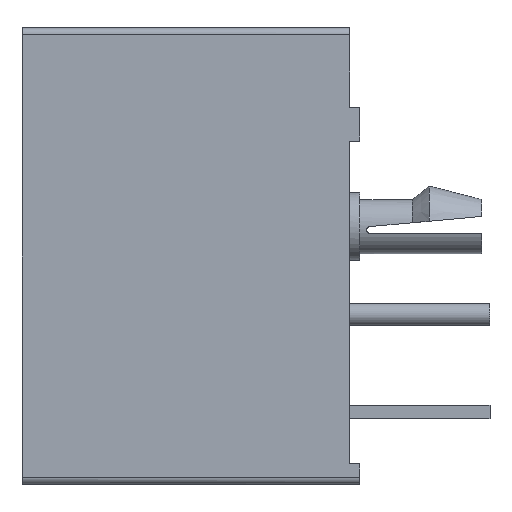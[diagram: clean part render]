
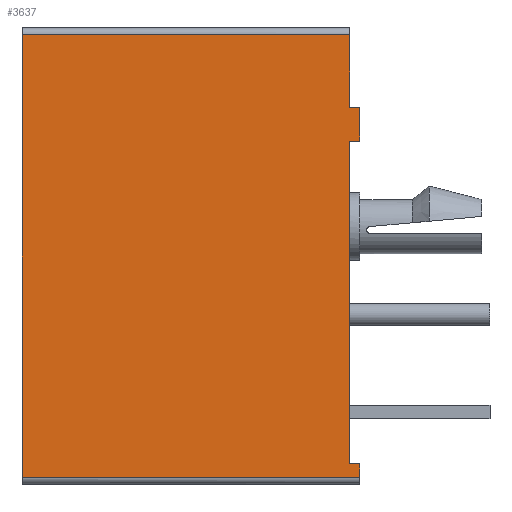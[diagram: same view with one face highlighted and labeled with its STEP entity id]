
A CAD part, left-side view. The second image highlights one B-rep face of the part: STEP entity #3637.
In plain terms, the highlighted planar face has unit normal (-1, 0, 0).
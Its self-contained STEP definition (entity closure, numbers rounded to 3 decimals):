
#96 = EDGE_LOOP ( 'NONE', ( #257, #258, #259, #260, #261, #262, #263, #264, #265, #266 ) ) ;
#257 = ORIENTED_EDGE ( 'NONE', *, *, #1858, .F. ) ;
#258 = ORIENTED_EDGE ( 'NONE', *, *, #1821, .F. ) ;
#259 = ORIENTED_EDGE ( 'NONE', *, *, #1784, .T. ) ;
#260 = ORIENTED_EDGE ( 'NONE', *, *, #1834, .F. ) ;
#261 = ORIENTED_EDGE ( 'NONE', *, *, #1843, .F. ) ;
#262 = ORIENTED_EDGE ( 'NONE', *, *, #1800, .F. ) ;
#263 = ORIENTED_EDGE ( 'NONE', *, *, #1807, .T. ) ;
#264 = ORIENTED_EDGE ( 'NONE', *, *, #1873, .F. ) ;
#265 = ORIENTED_EDGE ( 'NONE', *, *, #1895, .F. ) ;
#266 = ORIENTED_EDGE ( 'NONE', *, *, #1863, .F. ) ;
#598 = FACE_OUTER_BOUND ( 'NONE', #96, .T. ) ;
#965 = CARTESIAN_POINT ( 'NONE',  ( -4.85, 0., 3.4 ) ) ;
#1041 = VERTEX_POINT ( 'NONE', #1691 ) ;
#1066 = VERTEX_POINT ( 'NONE', #1622 ) ;
#1085 = VERTEX_POINT ( 'NONE', #1486 ) ;
#1155 = CARTESIAN_POINT ( 'NONE',  ( -4.85, 0., 4.4 ) ) ;
#1161 = CARTESIAN_POINT ( 'NONE',  ( -4.85, 0., -6.15 ) ) ;
#1187 = CARTESIAN_POINT ( 'NONE',  ( -4.85, 9.7, 6.55 ) ) ;
#1228 = CARTESIAN_POINT ( 'NONE',  ( -4.85, -0.3, -6.15 ) ) ;
#1231 = CARTESIAN_POINT ( 'NONE',  ( -4.85, 9.7, -6.55 ) ) ;
#1248 = CARTESIAN_POINT ( 'NONE',  ( -4.85, -0.3, -6.55 ) ) ;
#1369 = VERTEX_POINT ( 'NONE', #1187 ) ;
#1409 = VERTEX_POINT ( 'NONE', #1228 ) ;
#1417 = VERTEX_POINT ( 'NONE', #1231 ) ;
#1427 = VERTEX_POINT ( 'NONE', #1248 ) ;
#1486 = CARTESIAN_POINT ( 'NONE',  ( -4.85, -0.3, 3.4 ) ) ;
#1515 = VERTEX_POINT ( 'NONE', #965 ) ;
#1622 = CARTESIAN_POINT ( 'NONE',  ( -4.85, 0., 6.55 ) ) ;
#1661 = VERTEX_POINT ( 'NONE', #1155 ) ;
#1681 = VERTEX_POINT ( 'NONE', #1161 ) ;
#1691 = CARTESIAN_POINT ( 'NONE',  ( -4.85, -0.3, 4.4 ) ) ;
#1784 = EDGE_CURVE ( 'NONE', #1681, #1515, #4340, .T. ) ;
#1800 = EDGE_CURVE ( 'NONE', #1661, #1041, #4376, .T. ) ;
#1807 = EDGE_CURVE ( 'NONE', #1661, #1066, #4391, .T. ) ;
#1821 = EDGE_CURVE ( 'NONE', #1681, #1409, #4413, .T. ) ;
#1834 = EDGE_CURVE ( 'NONE', #1085, #1515, #4432, .T. ) ;
#1843 = EDGE_CURVE ( 'NONE', #1041, #1085, #4419, .T. ) ;
#1858 = EDGE_CURVE ( 'NONE', #1409, #1427, #4472, .T. ) ;
#1863 = EDGE_CURVE ( 'NONE', #1427, #1417, #4478, .T. ) ;
#1873 = EDGE_CURVE ( 'NONE', #1369, #1066, #4481, .T. ) ;
#1895 = EDGE_CURVE ( 'NONE', #1417, #1369, #4524, .T. ) ;
#2083 = AXIS2_PLACEMENT_3D ( 'NONE', #6474, #6483, #6484 ) ;
#3637 = ADVANCED_FACE ( 'NONE', ( #598 ), #6478, .F. ) ;
#4170 = CARTESIAN_POINT ( 'NONE',  ( -4.85, 9.7, 0. ) ) ;
#4173 = DIRECTION ( 'NONE',  ( 0., 0., 1. ) ) ;
#4218 = CARTESIAN_POINT ( 'NONE',  ( -4.85, 4.7, -6.55 ) ) ;
#4220 = DIRECTION ( 'NONE',  ( 0., -1., 0. ) ) ;
#4224 = CARTESIAN_POINT ( 'NONE',  ( -4.85, 4.7, 6.55 ) ) ;
#4227 = DIRECTION ( 'NONE',  ( 0., 1., 0. ) ) ;
#4340 = LINE ( 'NONE', #5058, #4350 ) ;
#4350 = VECTOR ( 'NONE', #5054, 1000. ) ;
#4374 = VECTOR ( 'NONE', #5017, 1000. ) ;
#4376 = LINE ( 'NONE', #5018, #4374 ) ;
#4391 = LINE ( 'NONE', #4997, #4392 ) ;
#4392 = VECTOR ( 'NONE', #4996, 1000. ) ;
#4413 = LINE ( 'NONE', #4955, #4414 ) ;
#4414 = VECTOR ( 'NONE', #4954, 1000. ) ;
#4419 = LINE ( 'NONE', #4875, #4447 ) ;
#4432 = LINE ( 'NONE', #4933, #4435 ) ;
#4435 = VECTOR ( 'NONE', #4918, 1000. ) ;
#4447 = VECTOR ( 'NONE', #4874, 1000. ) ;
#4472 = LINE ( 'NONE', #4828, #4473 ) ;
#4473 = VECTOR ( 'NONE', #4827, 1000. ) ;
#4478 = LINE ( 'NONE', #4218, #4479 ) ;
#4479 = VECTOR ( 'NONE', #4227, 1000. ) ;
#4481 = LINE ( 'NONE', #4224, #4488 ) ;
#4488 = VECTOR ( 'NONE', #4220, 1000. ) ;
#4524 = LINE ( 'NONE', #4170, #4525 ) ;
#4525 = VECTOR ( 'NONE', #4173, 1000. ) ;
#4827 = DIRECTION ( 'NONE',  ( 0., 0., -1. ) ) ;
#4828 = CARTESIAN_POINT ( 'NONE',  ( -4.85, -0.3, 0. ) ) ;
#4874 = DIRECTION ( 'NONE',  ( 0., 0., -1. ) ) ;
#4875 = CARTESIAN_POINT ( 'NONE',  ( -4.85, -0.3, 0. ) ) ;
#4918 = DIRECTION ( 'NONE',  ( 0., 1., 0. ) ) ;
#4933 = CARTESIAN_POINT ( 'NONE',  ( -4.85, 4.7, 3.4 ) ) ;
#4954 = DIRECTION ( 'NONE',  ( 0., -1., 0. ) ) ;
#4955 = CARTESIAN_POINT ( 'NONE',  ( -4.85, 4.7, -6.15 ) ) ;
#4996 = DIRECTION ( 'NONE',  ( 0., 0., 1. ) ) ;
#4997 = CARTESIAN_POINT ( 'NONE',  ( -4.85, 0., 0. ) ) ;
#5017 = DIRECTION ( 'NONE',  ( 0., -1., 0. ) ) ;
#5018 = CARTESIAN_POINT ( 'NONE',  ( -4.85, 4.7, 4.4 ) ) ;
#5054 = DIRECTION ( 'NONE',  ( 0., 0., 1. ) ) ;
#5058 = CARTESIAN_POINT ( 'NONE',  ( -4.85, 0., 0. ) ) ;
#6474 = CARTESIAN_POINT ( 'NONE',  ( -4.85, -0.3, 6.55 ) ) ;
#6478 = PLANE ( 'NONE',  #2083 ) ;
#6483 = DIRECTION ( 'NONE',  ( 1., 0., 0. ) ) ;
#6484 = DIRECTION ( 'NONE',  ( 0., 0., -1. ) ) ;
